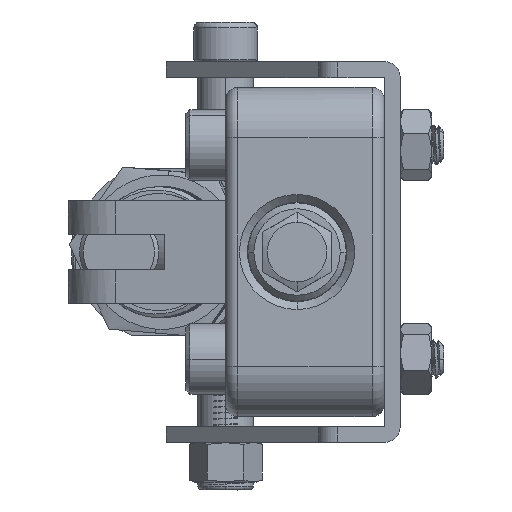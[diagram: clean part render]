
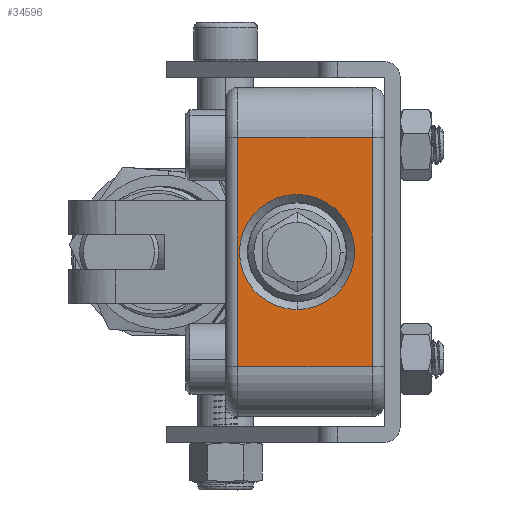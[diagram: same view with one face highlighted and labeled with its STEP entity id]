
A CAD part, left-side view. The second image highlights one B-rep face of the part: STEP entity #34596.
In plain terms, the highlighted planar face has unit normal (-1, 0, 0).
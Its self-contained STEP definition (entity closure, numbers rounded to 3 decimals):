
#125 = CARTESIAN_POINT ( 'NONE',  ( -65.2, 37., -21.287 ) ) ;
#262 = DIRECTION ( 'NONE',  ( 0., 0., -1. ) ) ;
#569 = LINE ( 'NONE', #45160, #41494 ) ;
#1110 = VECTOR ( 'NONE', #31138, 1000. ) ;
#1476 = CARTESIAN_POINT ( 'NONE',  ( -65.2, 22., -6.997 ) ) ;
#3218 = CARTESIAN_POINT ( 'NONE',  ( -65.2, 37., -21.287 ) ) ;
#6240 = VERTEX_POINT ( 'NONE', #47302 ) ;
#13658 = CARTESIAN_POINT ( 'NONE',  ( -65.2, 3., -21.287 ) ) ;
#16132 = EDGE_CURVE ( 'NONE', #6240, #39547, #569, .T. ) ;
#16748 = CIRCLE ( 'NONE', #28507, 14.51 ) ;
#16873 = DIRECTION ( 'NONE',  ( 0., 0., -1. ) ) ;
#19050 = CIRCLE ( 'NONE', #40151, 14.51 ) ;
#20105 = VERTEX_POINT ( 'NONE', #31477 ) ;
#20538 = DIRECTION ( 'NONE',  ( 1., 0., 0. ) ) ;
#23986 = DIRECTION ( 'NONE',  ( 0., -1., 0. ) ) ;
#26187 = EDGE_CURVE ( 'NONE', #20105, #51750, #19050, .T. ) ;
#28507 = AXIS2_PLACEMENT_3D ( 'NONE', #52441, #20538, #57782 ) ;
#31138 = DIRECTION ( 'NONE',  ( 0., -1., 0. ) ) ;
#31477 = CARTESIAN_POINT ( 'NONE',  ( -65.2, 22., 22.023 ) ) ;
#31893 = DIRECTION ( 'NONE',  ( 0., 0., -1. ) ) ;
#32256 = DIRECTION ( 'NONE',  ( 1., 0., 0. ) ) ;
#32877 = EDGE_LOOP ( 'NONE', ( #51437, #46575 ) ) ;
#33938 = CARTESIAN_POINT ( 'NONE',  ( -65.2, 3., 36.313 ) ) ;
#34596 = ADVANCED_FACE ( 'NONE', ( #68261, #39987 ), #43446, .F. ) ;
#37621 = VERTEX_POINT ( 'NONE', #13658 ) ;
#38057 = CARTESIAN_POINT ( 'NONE',  ( -65.2, 40., -21.287 ) ) ;
#39547 = VERTEX_POINT ( 'NONE', #33938 ) ;
#39987 = FACE_OUTER_BOUND ( 'NONE', #57819, .T. ) ;
#40151 = AXIS2_PLACEMENT_3D ( 'NONE', #64073, #32256, #262 ) ;
#41494 = VECTOR ( 'NONE', #23986, 1000. ) ;
#42667 = DIRECTION ( 'NONE',  ( 0., 0., 1. ) ) ;
#43317 = EDGE_CURVE ( 'NONE', #37621, #39547, #46224, .T. ) ;
#43446 = PLANE ( 'NONE',  #68038 ) ;
#43814 = EDGE_CURVE ( 'NONE', #54947, #37621, #57831, .T. ) ;
#44572 = VECTOR ( 'NONE', #42667, 1000. ) ;
#45160 = CARTESIAN_POINT ( 'NONE',  ( -65.2, 40., 36.313 ) ) ;
#46224 = LINE ( 'NONE', #53135, #44572 ) ;
#46575 = ORIENTED_EDGE ( 'NONE', *, *, #67412, .T. ) ;
#47302 = CARTESIAN_POINT ( 'NONE',  ( -65.2, 37., 36.313 ) ) ;
#48780 = DIRECTION ( 'NONE',  ( 1., 0., 0. ) ) ;
#51437 = ORIENTED_EDGE ( 'NONE', *, *, #26187, .T. ) ;
#51750 = VERTEX_POINT ( 'NONE', #1476 ) ;
#52441 = CARTESIAN_POINT ( 'NONE',  ( -65.2, 22., 7.513 ) ) ;
#53135 = CARTESIAN_POINT ( 'NONE',  ( -65.2, 3., -25.487 ) ) ;
#53610 = ORIENTED_EDGE ( 'NONE', *, *, #43814, .T. ) ;
#54947 = VERTEX_POINT ( 'NONE', #3218 ) ;
#55157 = ORIENTED_EDGE ( 'NONE', *, *, #64684, .T. ) ;
#56946 = VECTOR ( 'NONE', #31893, 1000. ) ;
#57416 = ORIENTED_EDGE ( 'NONE', *, *, #43317, .T. ) ;
#57630 = CARTESIAN_POINT ( 'NONE',  ( -65.2, 40., -21.287 ) ) ;
#57782 = DIRECTION ( 'NONE',  ( 0., 0., -1. ) ) ;
#57819 = EDGE_LOOP ( 'NONE', ( #60215, #55157, #53610, #57416 ) ) ;
#57831 = LINE ( 'NONE', #57630, #1110 ) ;
#58581 = LINE ( 'NONE', #125, #56946 ) ;
#60215 = ORIENTED_EDGE ( 'NONE', *, *, #16132, .F. ) ;
#64073 = CARTESIAN_POINT ( 'NONE',  ( -65.2, 22., 7.513 ) ) ;
#64684 = EDGE_CURVE ( 'NONE', #6240, #54947, #58581, .T. ) ;
#67412 = EDGE_CURVE ( 'NONE', #51750, #20105, #16748, .T. ) ;
#68038 = AXIS2_PLACEMENT_3D ( 'NONE', #38057, #48780, #16873 ) ;
#68261 = FACE_BOUND ( 'NONE', #32877, .T. ) ;
